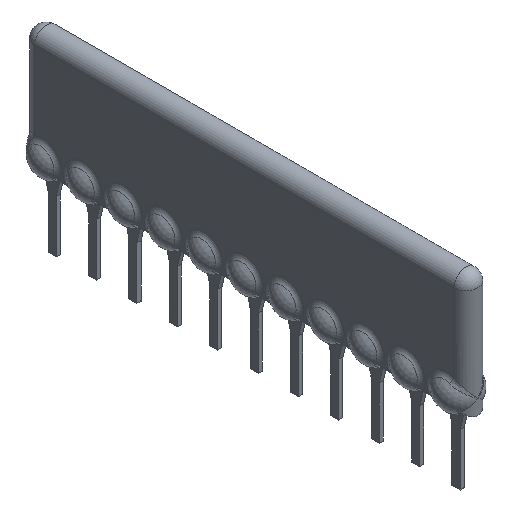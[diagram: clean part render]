
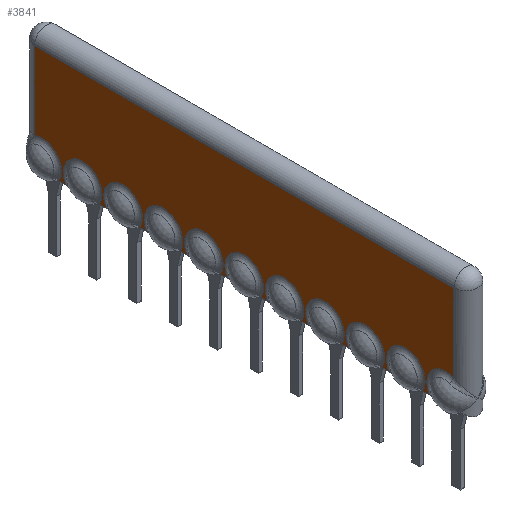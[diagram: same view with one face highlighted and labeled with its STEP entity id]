
A CAD part, isometric view. The second image highlights one B-rep face of the part: STEP entity #3841.
In plain terms, the highlighted planar face has unit normal (-1, 0, 0).
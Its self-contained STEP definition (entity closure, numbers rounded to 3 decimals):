
#268=CARTESIAN_POINT('',(-0.75,0.75,
1.112));
#482=CARTESIAN_POINT('',(-0.75,26.645,0.));
#483=DIRECTION('',(1.,0.,0.));
#484=DIRECTION('',(0.,0.407,0.914));
#485=AXIS2_PLACEMENT_3D('',#482,#483,#484);
#721=DIRECTION('',(0.,0.,-1.));
#722=VECTOR('',#721,4.893);
#723=CARTESIAN_POINT('',(-0.75,27.14,6.005));
#724=LINE('',#723,#722);
#725=DIRECTION('',(0.,0.,-1.));
#726=VECTOR('',#725,4.893);
#727=CARTESIAN_POINT('',(-0.75,0.75,6.005));
#728=LINE('',#727,#726);
#729=CARTESIAN_POINT('',(-0.75,1.245,0.));
#730=DIRECTION('',(1.,0.,0.));
#731=DIRECTION('',(0.,0.875,-0.484));
#732=AXIS2_PLACEMENT_3D('',#729,#730,#731);
#734=DIRECTION('',(0.,1.,0.));
#735=VECTOR('',#734,0.409);
#736=CARTESIAN_POINT('',(-0.75,2.311,-0.589));
#737=LINE('',#736,#735);
#738=DIRECTION('',(0.,1.,0.));
#739=VECTOR('',#738,0.409);
#740=CARTESIAN_POINT('',(-0.75,4.851,-0.589));
#741=LINE('',#740,#739);
#742=DIRECTION('',(0.,1.,0.));
#743=VECTOR('',#742,0.409);
#744=CARTESIAN_POINT('',(-0.75,7.391,-0.589));
#745=LINE('',#744,#743);
#746=DIRECTION('',(0.,1.,0.));
#747=VECTOR('',#746,0.409);
#748=CARTESIAN_POINT('',(-0.75,9.931,-0.589));
#749=LINE('',#748,#747);
#750=DIRECTION('',(0.,1.,0.));
#751=VECTOR('',#750,0.409);
#752=CARTESIAN_POINT('',(-0.75,12.471,-0.589));
#753=LINE('',#752,#751);
#754=DIRECTION('',(0.,1.,0.));
#755=VECTOR('',#754,0.409);
#756=CARTESIAN_POINT('',(-0.75,15.011,-0.589));
#757=LINE('',#756,#755);
#758=DIRECTION('',(0.,1.,0.));
#759=VECTOR('',#758,0.409);
#760=CARTESIAN_POINT('',(-0.75,17.551,-0.589));
#761=LINE('',#760,#759);
#762=DIRECTION('',(0.,1.,0.));
#763=VECTOR('',#762,0.409);
#764=CARTESIAN_POINT('',(-0.75,20.091,-0.589));
#765=LINE('',#764,#763);
#766=DIRECTION('',(0.,1.,0.));
#767=VECTOR('',#766,0.409);
#768=CARTESIAN_POINT('',(-0.75,22.631,-0.589));
#769=LINE('',#768,#767);
#770=DIRECTION('',(0.,1.,0.));
#771=VECTOR('',#770,0.409);
#772=CARTESIAN_POINT('',(-0.75,25.171,-0.589));
#773=LINE('',#772,#771);
#784=DIRECTION('',(0.,1.,0.));
#785=VECTOR('',#784,26.39);
#786=CARTESIAN_POINT('',(-0.75,0.75,6.005));
#787=LINE('',#786,#785);
#817=CARTESIAN_POINT('',(-0.75,3.785,0.));
#818=DIRECTION('',(1.,0.,0.));
#819=DIRECTION('',(0.,0.875,-0.484));
#820=AXIS2_PLACEMENT_3D('',#817,#818,#819);
#973=CARTESIAN_POINT('',(-0.75,6.325,0.));
#974=DIRECTION('',(1.,0.,0.));
#975=DIRECTION('',(0.,0.875,-0.484));
#976=AXIS2_PLACEMENT_3D('',#973,#974,#975);
#1139=CARTESIAN_POINT('',(-0.75,8.865,0.));
#1140=DIRECTION('',(1.,0.,0.));
#1141=DIRECTION('',(0.,0.875,-0.484));
#1142=AXIS2_PLACEMENT_3D('',#1139,#1140,#1141);
#1199=CARTESIAN_POINT('',(-0.75,11.405,0.));
#1200=DIRECTION('',(1.,0.,0.));
#1201=DIRECTION('',(0.,0.875,-0.484));
#1202=AXIS2_PLACEMENT_3D('',#1199,#1200,#1201);
#1365=CARTESIAN_POINT('',(-0.75,13.945,0.));
#1366=DIRECTION('',(1.,0.,0.));
#1367=DIRECTION('',(0.,0.875,-0.484));
#1368=AXIS2_PLACEMENT_3D('',#1365,#1366,#1367);
#1531=CARTESIAN_POINT('',(-0.75,16.485,0.));
#1532=DIRECTION('',(1.,0.,0.));
#1533=DIRECTION('',(0.,0.875,-0.484));
#1534=AXIS2_PLACEMENT_3D('',#1531,#1532,#1533);
#1697=CARTESIAN_POINT('',(-0.75,19.025,0.));
#1698=DIRECTION('',(1.,0.,0.));
#1699=DIRECTION('',(0.,0.875,-0.484));
#1700=AXIS2_PLACEMENT_3D('',#1697,#1698,#1699);
#1863=CARTESIAN_POINT('',(-0.75,21.565,0.));
#1864=DIRECTION('',(1.,0.,0.));
#1865=DIRECTION('',(0.,0.875,-0.484));
#1866=AXIS2_PLACEMENT_3D('',#1863,#1864,#1865);
#2029=CARTESIAN_POINT('',(-0.75,24.105,0.));
#2030=DIRECTION('',(1.,0.,0.));
#2031=DIRECTION('',(0.,0.875,-0.484));
#2032=AXIS2_PLACEMENT_3D('',#2029,#2030,#2031);
#2324=CARTESIAN_POINT('',(-0.75,0.75,6.005));
#2326=VERTEX_POINT('',#2324);
#2329=VERTEX_POINT('',#268);
#2332=CARTESIAN_POINT('',(-0.75,2.311,-0.589));
#2333=VERTEX_POINT('',#2332);
#2351=CARTESIAN_POINT('',(-0.75,4.851,-0.589));
#2352=CARTESIAN_POINT('',(-0.75,5.259,-0.589));
#2353=VERTEX_POINT('',#2351);
#2354=VERTEX_POINT('',#2352);
#2359=CARTESIAN_POINT('',(-0.75,2.719,-0.589));
#2360=VERTEX_POINT('',#2359);
#2371=CARTESIAN_POINT('',(-0.75,7.391,-0.589));
#2372=CARTESIAN_POINT('',(-0.75,7.799,-0.589));
#2373=VERTEX_POINT('',#2371);
#2374=VERTEX_POINT('',#2372);
#2375=CARTESIAN_POINT('',(-0.75,9.931,-0.589));
#2376=CARTESIAN_POINT('',(-0.75,10.339,-0.589));
#2377=VERTEX_POINT('',#2375);
#2378=VERTEX_POINT('',#2376);
#2379=CARTESIAN_POINT('',(-0.75,12.471,-0.589));
#2380=CARTESIAN_POINT('',(-0.75,12.879,-0.589));
#2381=VERTEX_POINT('',#2379);
#2382=VERTEX_POINT('',#2380);
#2383=CARTESIAN_POINT('',(-0.75,15.011,-0.589));
#2384=CARTESIAN_POINT('',(-0.75,15.419,-0.589));
#2385=VERTEX_POINT('',#2383);
#2386=VERTEX_POINT('',#2384);
#2387=CARTESIAN_POINT('',(-0.75,17.551,-0.589));
#2388=CARTESIAN_POINT('',(-0.75,17.959,-0.589));
#2389=VERTEX_POINT('',#2387);
#2390=VERTEX_POINT('',#2388);
#2391=CARTESIAN_POINT('',(-0.75,20.091,-0.589));
#2392=CARTESIAN_POINT('',(-0.75,20.499,-0.589));
#2393=VERTEX_POINT('',#2391);
#2394=VERTEX_POINT('',#2392);
#2395=CARTESIAN_POINT('',(-0.75,22.631,-0.589));
#2396=CARTESIAN_POINT('',(-0.75,23.039,-0.589));
#2397=VERTEX_POINT('',#2395);
#2398=VERTEX_POINT('',#2396);
#2399=CARTESIAN_POINT('',(-0.75,25.171,-0.589));
#2400=CARTESIAN_POINT('',(-0.75,25.579,-0.589));
#2401=VERTEX_POINT('',#2399);
#2402=VERTEX_POINT('',#2400);
#2771=CARTESIAN_POINT('',(-0.75,27.14,6.005));
#2772=CARTESIAN_POINT('',(-0.75,27.14,1.112));
#2773=VERTEX_POINT('',#2771);
#2774=VERTEX_POINT('',#2772);
#3799=CARTESIAN_POINT('',(-0.75,0.,-0.589));
#3800=DIRECTION('',(-1.,0.,0.));
#3801=DIRECTION('',(0.,0.,1.));
#3802=AXIS2_PLACEMENT_3D('',#3799,#3800,#3801);
#3803=PLANE('',#3802);
#3804=ORIENTED_EDGE('',*,*,#3366,.F.);
#3806=ORIENTED_EDGE('',*,*,#3805,.F.);
#3807=ORIENTED_EDGE('',*,*,#3114,.T.);
#3809=ORIENTED_EDGE('',*,*,#3808,.F.);
#3810=ORIENTED_EDGE('',*,*,#2886,.T.);
#3812=ORIENTED_EDGE('',*,*,#3811,.F.);
#3813=ORIENTED_EDGE('',*,*,#2870,.T.);
#3815=ORIENTED_EDGE('',*,*,#3814,.F.);
#3816=ORIENTED_EDGE('',*,*,#3081,.T.);
#3818=ORIENTED_EDGE('',*,*,#3817,.F.);
#3819=ORIENTED_EDGE('',*,*,#3050,.T.);
#3821=ORIENTED_EDGE('',*,*,#3820,.F.);
#3822=ORIENTED_EDGE('',*,*,#3026,.T.);
#3824=ORIENTED_EDGE('',*,*,#3823,.F.);
#3825=ORIENTED_EDGE('',*,*,#3002,.T.);
#3827=ORIENTED_EDGE('',*,*,#3826,.F.);
#3828=ORIENTED_EDGE('',*,*,#2978,.T.);
#3830=ORIENTED_EDGE('',*,*,#3829,.F.);
#3831=ORIENTED_EDGE('',*,*,#2954,.T.);
#3833=ORIENTED_EDGE('',*,*,#3832,.F.);
#3834=ORIENTED_EDGE('',*,*,#2930,.T.);
#3836=ORIENTED_EDGE('',*,*,#3835,.F.);
#3837=ORIENTED_EDGE('',*,*,#2906,.T.);
#3838=ORIENTED_EDGE('',*,*,#3466,.F.);
#3839=EDGE_LOOP('',(#3804,#3806,#3807,#3809,#3810,#3812,#3813,#3815,#3816,#3818,
#3819,#3821,#3822,#3824,#3825,#3827,#3828,#3830,#3831,#3833,#3834,#3836,#3837,
#3838));
#3840=FACE_OUTER_BOUND('',#3839,.F.);
#486=CIRCLE('',#485,1.218);
#733=CIRCLE('',#732,1.218);
#821=CIRCLE('',#820,1.218);
#977=CIRCLE('',#976,1.218);
#1143=CIRCLE('',#1142,1.218);
#1203=CIRCLE('',#1202,1.218);
#1369=CIRCLE('',#1368,1.218);
#1535=CIRCLE('',#1534,1.218);
#1701=CIRCLE('',#1700,1.218);
#1867=CIRCLE('',#1866,1.218);
#2033=CIRCLE('',#2032,1.218);
#2870=EDGE_CURVE('',#2353,#2354,#741,.T.);
#2886=EDGE_CURVE('',#2333,#2360,#737,.T.);
#2906=EDGE_CURVE('',#2401,#2402,#773,.T.);
#2930=EDGE_CURVE('',#2397,#2398,#769,.T.);
#2954=EDGE_CURVE('',#2393,#2394,#765,.T.);
#2978=EDGE_CURVE('',#2389,#2390,#761,.T.);
#3002=EDGE_CURVE('',#2385,#2386,#757,.T.);
#3026=EDGE_CURVE('',#2381,#2382,#753,.T.);
#3050=EDGE_CURVE('',#2377,#2378,#749,.T.);
#3081=EDGE_CURVE('',#2373,#2374,#745,.T.);
#3114=EDGE_CURVE('',#2326,#2329,#728,.T.);
#3366=EDGE_CURVE('',#2773,#2774,#724,.T.);
#3466=EDGE_CURVE('',#2774,#2402,#486,.T.);
#3805=EDGE_CURVE('',#2326,#2773,#787,.T.);
#3808=EDGE_CURVE('',#2333,#2329,#733,.T.);
#3811=EDGE_CURVE('',#2353,#2360,#821,.T.);
#3814=EDGE_CURVE('',#2373,#2354,#977,.T.);
#3817=EDGE_CURVE('',#2377,#2374,#1143,.T.);
#3820=EDGE_CURVE('',#2381,#2378,#1203,.T.);
#3823=EDGE_CURVE('',#2385,#2382,#1369,.T.);
#3826=EDGE_CURVE('',#2389,#2386,#1535,.T.);
#3829=EDGE_CURVE('',#2393,#2390,#1701,.T.);
#3832=EDGE_CURVE('',#2397,#2394,#1867,.T.);
#3835=EDGE_CURVE('',#2401,#2398,#2033,.T.);
#3841=ADVANCED_FACE('',(#3840),#3803,.T.);
